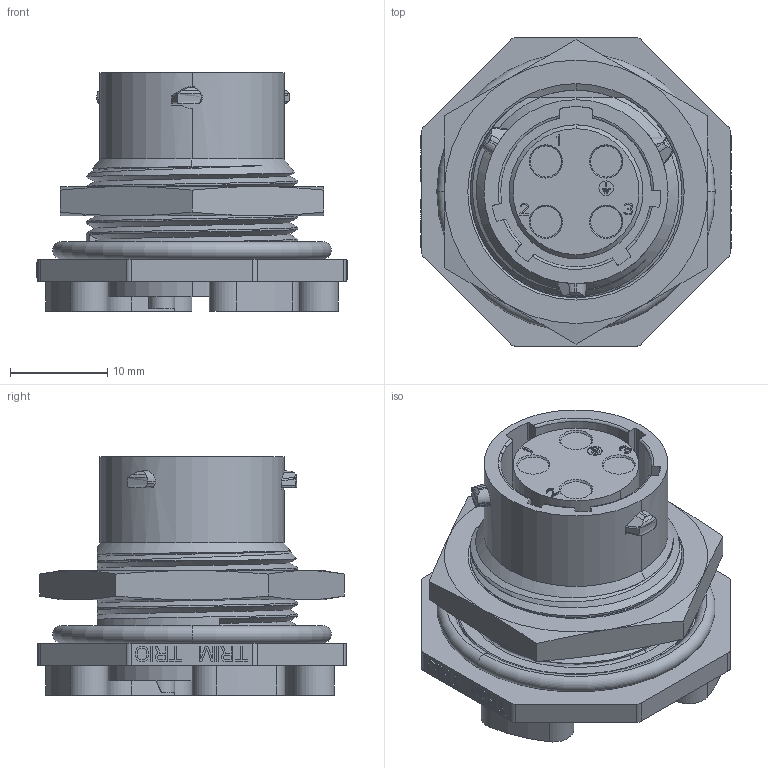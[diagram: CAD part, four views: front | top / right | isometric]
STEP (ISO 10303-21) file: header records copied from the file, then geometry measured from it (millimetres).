
FILE_DESCRIPTION((''),'2;1');
FILE_NAME('UTS712E4S-CATA','2011-04-15T',('jfeurprier'),('SOURIAU'),'PRO/ENGINEER BY PARAMETRIC TECHNOLOGY CORPORATION, 2010140','PRO/ENGINEER BY PARAMETRIC TECHNOLOGY CORPORATION, 2010140','');
FILE_SCHEMA(('CONFIG_CONTROL_DESIGN'));
Length unit declared in the file: millimetre
Products named in the file (1): UTS712E4S-CATA
Bounding box: 31.95 x 31.75 x 24.58 mm (x, y, z)
Volume: 9248.8 mm3; surface area: 6213.2 mm2
Topology: 2 solids, 2 shells, 738 faces, 2035 edges, 1343 vertices
Faces by surface type: plane 551, cylinder 87, bspline 38, cone 37, torus 17, extrusion 8
Entity records: 27479 total; most frequent: CARTESIAN_POINT 8943, ORIENTED_EDGE 4070, DIRECTION 3443, EDGE_CURVE 2035, VECTOR 1579, LINE 1571, VERTEX_POINT 1343, AXIS2_PLACEMENT_3D 932
